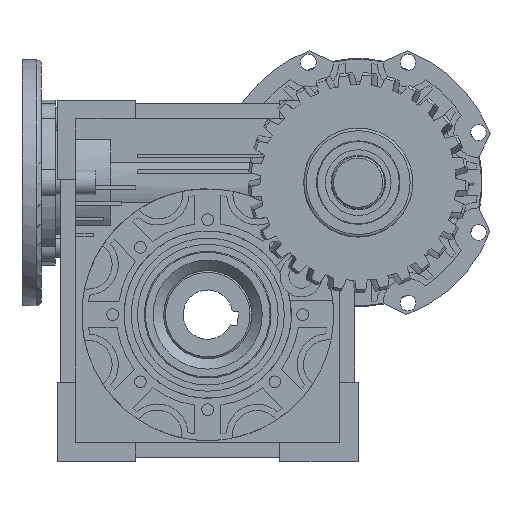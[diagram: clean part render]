
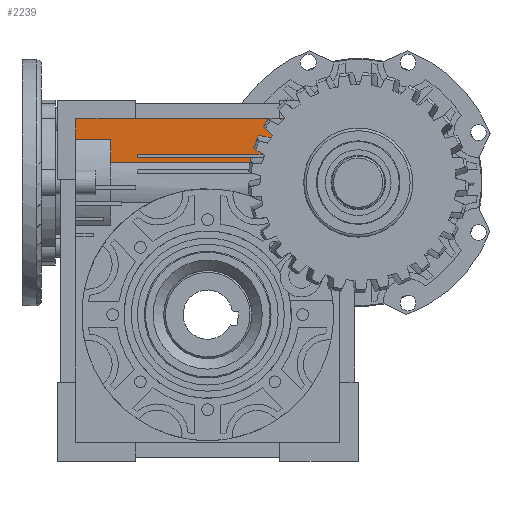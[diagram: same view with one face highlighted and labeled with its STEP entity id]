
A CAD part, left-side view. The second image highlights one B-rep face of the part: STEP entity #2239.
In plain terms, the highlighted planar face has unit normal (-1, 0, 0).
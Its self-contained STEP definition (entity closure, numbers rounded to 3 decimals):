
#2239 = ADVANCED_FACE( '', ( #6068, #6069 ), #6070, .F. );
#6068 = FACE_OUTER_BOUND( '', #12134, .T. );
#6069 = FACE_BOUND( '', #12135, .T. );
#6070 = PLANE( '', #12136 );
#12134 = EDGE_LOOP( '', ( #19316, #19317, #19318, #19319, #19320, #19321, #19322, #19323, #19324, #19325, #19326, #19327 ) );
#12135 = EDGE_LOOP( '', ( #19328, #19329, #19330, #19331 ) );
#12136 = AXIS2_PLACEMENT_3D( '', #19332, #19333, #19334 );
#19316 = ORIENTED_EDGE( '', *, *, #34903, .T. );
#19317 = ORIENTED_EDGE( '', *, *, #34904, .T. );
#19318 = ORIENTED_EDGE( '', *, *, #34657, .T. );
#19319 = ORIENTED_EDGE( '', *, *, #34905, .T. );
#19320 = ORIENTED_EDGE( '', *, *, #34906, .T. );
#19321 = ORIENTED_EDGE( '', *, *, #34907, .F. );
#19322 = ORIENTED_EDGE( '', *, *, #34908, .F. );
#19323 = ORIENTED_EDGE( '', *, *, #34909, .F. );
#19324 = ORIENTED_EDGE( '', *, *, #34910, .F. );
#19325 = ORIENTED_EDGE( '', *, *, #34911, .F. );
#19326 = ORIENTED_EDGE( '', *, *, #34912, .F. );
#19327 = ORIENTED_EDGE( '', *, *, #34913, .F. );
#19328 = ORIENTED_EDGE( '', *, *, #34914, .F. );
#19329 = ORIENTED_EDGE( '', *, *, #34818, .F. );
#19330 = ORIENTED_EDGE( '', *, *, #34915, .F. );
#19331 = ORIENTED_EDGE( '', *, *, #34916, .F. );
#19332 = CARTESIAN_POINT( '', ( -30.3, 160.5, -147.8 ) );
#19333 = DIRECTION( '', ( 1., 0., 0. ) );
#19334 = DIRECTION( '', ( 0., 0., -1. ) );
#34657 = EDGE_CURVE( '', #41009, #41007, #41010, .T. );
#34818 = EDGE_CURVE( '', #41292, #41287, #41294, .T. );
#34903 = EDGE_CURVE( '', #41443, #41444, #41445, .T. );
#34904 = EDGE_CURVE( '', #41444, #41009, #41446, .T. );
#34905 = EDGE_CURVE( '', #41007, #41447, #41448, .T. );
#34906 = EDGE_CURVE( '', #41447, #41449, #41450, .T. );
#34907 = EDGE_CURVE( '', #41451, #41449, #41452, .T. );
#34908 = EDGE_CURVE( '', #41453, #41451, #41454, .T. );
#34909 = EDGE_CURVE( '', #41455, #41453, #41456, .T. );
#34910 = EDGE_CURVE( '', #41457, #41455, #41458, .F. );
#34911 = EDGE_CURVE( '', #41459, #41457, #41460, .T. );
#34912 = EDGE_CURVE( '', #41461, #41459, #41462, .T. );
#34913 = EDGE_CURVE( '', #41443, #41461, #41463, .T. );
#34914 = EDGE_CURVE( '', #41287, #41464, #41465, .T. );
#34915 = EDGE_CURVE( '', #41466, #41292, #41467, .T. );
#34916 = EDGE_CURVE( '', #41464, #41466, #41468, .T. );
#41007 = VERTEX_POINT( '', #50384 );
#41009 = VERTEX_POINT( '', #50386 );
#41010 = LINE( '', #50387, #50388 );
#41287 = VERTEX_POINT( '', #50886 );
#41292 = VERTEX_POINT( '', #50893 );
#41294 = LINE( '', #50896, #50897 );
#41443 = VERTEX_POINT( '', #51127 );
#41444 = VERTEX_POINT( '', #51128 );
#41445 = LINE( '', #51129, #51130 );
#41446 = LINE( '', #51131, #51132 );
#41447 = VERTEX_POINT( '', #51133 );
#41448 = LINE( '', #51134, #51135 );
#41449 = VERTEX_POINT( '', #51136 );
#41450 = LINE( '', #51137, #51138 );
#41451 = VERTEX_POINT( '', #51139 );
#41452 = LINE( '', #51140, #51141 );
#41453 = VERTEX_POINT( '', #51142 );
#41454 = LINE( '', #51143, #51144 );
#41455 = VERTEX_POINT( '', #51145 );
#41456 = LINE( '', #51146, #51147 );
#41457 = VERTEX_POINT( '', #51148 );
#41458 = LINE( '', #51149, #51150 );
#41459 = VERTEX_POINT( '', #51151 );
#41460 = LINE( '', #51152, #51153 );
#41461 = VERTEX_POINT( '', #51154 );
#41462 = LINE( '', #51155, #51156 );
#41463 = LINE( '', #51157, #51158 );
#41464 = VERTEX_POINT( '', #51159 );
#41465 = LINE( '', #51160, #51161 );
#41466 = VERTEX_POINT( '', #51162 );
#41467 = LINE( '', #51163, #51164 );
#41468 = LINE( '', #51165, #51166 );
#50384 = CARTESIAN_POINT( '', ( -30.3, 32.5, 11.506 ) );
#50386 = CARTESIAN_POINT( '', ( -30.3, 140.5, 11.506 ) );
#50387 = CARTESIAN_POINT( '', ( -30.3, 0., 11.506 ) );
#50388 = VECTOR( '', #64795, 1000. );
#50886 = CARTESIAN_POINT( '', ( -30.3, 45.5, 14.2 ) );
#50893 = CARTESIAN_POINT( '', ( -30.3, 125.5, 14.2 ) );
#50896 = CARTESIAN_POINT( '', ( -30.3, 160.5, 14.2 ) );
#50897 = VECTOR( '', #65000, 1000. );
#51127 = CARTESIAN_POINT( '', ( -30.3, 160.5, 24.554 ) );
#51128 = CARTESIAN_POINT( '', ( -30.3, 140.5, 24.554 ) );
#51129 = CARTESIAN_POINT( '', ( -30.3, 0., 24.554 ) );
#51130 = VECTOR( '', #65080, 1000. );
#51131 = CARTESIAN_POINT( '', ( -30.3, 140.5, -147.8 ) );
#51132 = VECTOR( '', #65081, 1000. );
#51133 = CARTESIAN_POINT( '', ( -30.3, 32.5, 19.44 ) );
#51134 = CARTESIAN_POINT( '', ( -30.3, 32.5, -147.8 ) );
#51135 = VECTOR( '', #65082, 1000. );
#51136 = CARTESIAN_POINT( '', ( -30.3, 10.5, 19.44 ) );
#51137 = CARTESIAN_POINT( '', ( -30.3, 0., 19.44 ) );
#51138 = VECTOR( '', #65083, 1000. );
#51139 = CARTESIAN_POINT( '', ( -30.3, 10.5, 21.349 ) );
#51140 = CARTESIAN_POINT( '', ( -30.3, 10.5, 36.2 ) );
#51141 = VECTOR( '', #65084, 1000. );
#51142 = CARTESIAN_POINT( '', ( -30.3, 23., 21.349 ) );
#51143 = CARTESIAN_POINT( '', ( -30.3, 23., 21.349 ) );
#51144 = VECTOR( '', #65085, 1000. );
#51145 = CARTESIAN_POINT( '', ( -30.3, 23., 32.391 ) );
#51146 = CARTESIAN_POINT( '', ( -30.3, 23., -147.8 ) );
#51147 = VECTOR( '', #65086, 1000. );
#51148 = CARTESIAN_POINT( '', ( -30.3, 10.5, 32.391 ) );
#51149 = CARTESIAN_POINT( '', ( -30.3, 23., 32.391 ) );
#51150 = VECTOR( '', #65087, 1000. );
#51151 = CARTESIAN_POINT( '', ( -30.3, 10.5, 36.2 ) );
#51152 = CARTESIAN_POINT( '', ( -30.3, 10.5, 36.2 ) );
#51153 = VECTOR( '', #65088, 1000. );
#51154 = CARTESIAN_POINT( '', ( -30.3, 160.5, 36.2 ) );
#51155 = CARTESIAN_POINT( '', ( -30.3, 160.5, 36.2 ) );
#51156 = VECTOR( '', #65089, 1000. );
#51157 = CARTESIAN_POINT( '', ( -30.3, 160.5, -147.8 ) );
#51158 = VECTOR( '', #65090, 1000. );
#51159 = CARTESIAN_POINT( '', ( -30.3, 45.5, 16.2 ) );
#51160 = CARTESIAN_POINT( '', ( -30.3, 45.5, -147.8 ) );
#51161 = VECTOR( '', #65091, 1000. );
#51162 = CARTESIAN_POINT( '', ( -30.3, 125.5, 16.2 ) );
#51163 = CARTESIAN_POINT( '', ( -30.3, 125.5, -147.8 ) );
#51164 = VECTOR( '', #65092, 1000. );
#51165 = CARTESIAN_POINT( '', ( -30.3, 160.5, 16.2 ) );
#51166 = VECTOR( '', #65093, 1000. );
#64795 = DIRECTION( '', ( 0., -1., 0. ) );
#65000 = DIRECTION( '', ( 0., -1., 0. ) );
#65080 = DIRECTION( '', ( 0., -1., 0. ) );
#65081 = DIRECTION( '', ( 0., 0., -1. ) );
#65082 = DIRECTION( '', ( 0., 0., 1. ) );
#65083 = DIRECTION( '', ( 0., -1., 0. ) );
#65084 = DIRECTION( '', ( 0., 0., -1. ) );
#65085 = DIRECTION( '', ( 0., -1., 0. ) );
#65086 = DIRECTION( '', ( 0., 0., -1. ) );
#65087 = DIRECTION( '', ( 0., -1., 0. ) );
#65088 = DIRECTION( '', ( 0., 0., -1. ) );
#65089 = DIRECTION( '', ( 0., -1., 0. ) );
#65090 = DIRECTION( '', ( 0., 0., 1. ) );
#65091 = DIRECTION( '', ( 0., 0., 1. ) );
#65092 = DIRECTION( '', ( 0., 0., -1. ) );
#65093 = DIRECTION( '', ( 0., 1., 0. ) );
